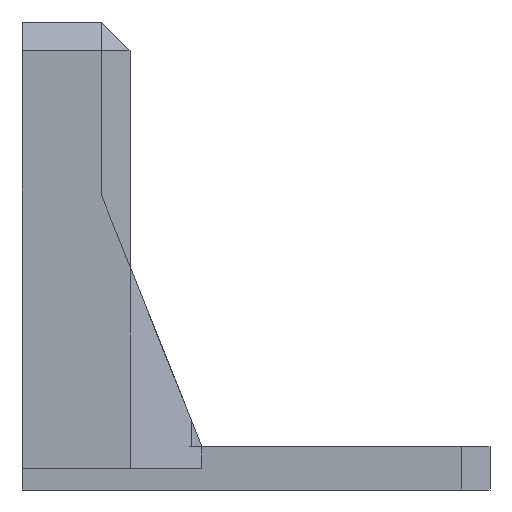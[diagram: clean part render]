
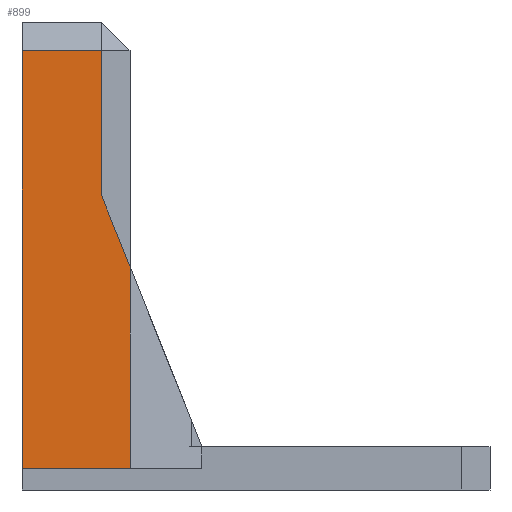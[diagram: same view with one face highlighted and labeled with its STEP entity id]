
A CAD part, left-side view. The second image highlights one B-rep face of the part: STEP entity #899.
In plain terms, the highlighted planar face has unit normal (-1, 0, 0).
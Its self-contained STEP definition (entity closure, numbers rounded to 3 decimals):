
#3 = CARTESIAN_POINT ( 'NONE',  ( -37., 21.5, 61. ) ) ;
#18 = AXIS2_PLACEMENT_3D ( 'NONE', #1770, #546, #832 ) ;
#47 = ORIENTED_EDGE ( 'NONE', *, *, #310, .T. ) ;
#69 = CARTESIAN_POINT ( 'NONE',  ( -37., 21.5, 41. ) ) ;
#98 = VERTEX_POINT ( 'NONE', #69 ) ;
#109 = CARTESIAN_POINT ( 'NONE',  ( -37., 32.5, 65. ) ) ;
#130 = LINE ( 'NONE', #109, #1264 ) ;
#138 = LINE ( 'NONE', #473, #1962 ) ;
#211 = VERTEX_POINT ( 'NONE', #1249 ) ;
#223 = VERTEX_POINT ( 'NONE', #315 ) ;
#310 = EDGE_CURVE ( 'NONE', #211, #98, #1868, .T. ) ;
#315 = CARTESIAN_POINT ( 'NONE',  ( -37., 32.5, 61. ) ) ;
#353 = EDGE_CURVE ( 'NONE', #223, #664, #130, .T. ) ;
#370 = FACE_OUTER_BOUND ( 'NONE', #1081, .T. ) ;
#377 = DIRECTION ( 'NONE',  ( 0., 0.371, 0.928 ) ) ;
#462 = LINE ( 'NONE', #1499, #1859 ) ;
#473 = CARTESIAN_POINT ( 'NONE',  ( -37., 32.5, 61. ) ) ;
#546 = DIRECTION ( 'NONE',  ( 1., 0., 0. ) ) ;
#553 = DIRECTION ( 'NONE',  ( 0., 1., 0. ) ) ;
#664 = VERTEX_POINT ( 'NONE', #792 ) ;
#703 = PLANE ( 'NONE',  #18 ) ;
#731 = EDGE_CURVE ( 'NONE', #98, #1862, #1024, .T. ) ;
#744 = DIRECTION ( 'NONE',  ( 0., 1., 0. ) ) ;
#769 = CARTESIAN_POINT ( 'NONE',  ( -37., 17.5, 3. ) ) ;
#792 = CARTESIAN_POINT ( 'NONE',  ( -37., 32.5, 3. ) ) ;
#832 = DIRECTION ( 'NONE',  ( 0., 0., -1. ) ) ;
#865 = EDGE_CURVE ( 'NONE', #1862, #223, #138, .T. ) ;
#899 = ADVANCED_FACE ( 'NONE', ( #370 ), #703, .F. ) ;
#909 = VECTOR ( 'NONE', #1910, 1000. ) ;
#936 = VECTOR ( 'NONE', #553, 1000. ) ;
#975 = ORIENTED_EDGE ( 'NONE', *, *, #353, .T. ) ;
#998 = ORIENTED_EDGE ( 'NONE', *, *, #731, .T. ) ;
#1014 = VECTOR ( 'NONE', #377, 1000. ) ;
#1024 = LINE ( 'NONE', #1148, #909 ) ;
#1070 = DIRECTION ( 'NONE',  ( 0., 0., -1. ) ) ;
#1081 = EDGE_LOOP ( 'NONE', ( #998, #1423, #975, #1346, #1911, #47 ) ) ;
#1148 = CARTESIAN_POINT ( 'NONE',  ( -37., 21.5, 65. ) ) ;
#1170 = DIRECTION ( 'NONE',  ( 0., 0., -1. ) ) ;
#1249 = CARTESIAN_POINT ( 'NONE',  ( -37., 17.5, 31. ) ) ;
#1264 = VECTOR ( 'NONE', #1170, 1000. ) ;
#1346 = ORIENTED_EDGE ( 'NONE', *, *, #1569, .F. ) ;
#1423 = ORIENTED_EDGE ( 'NONE', *, *, #865, .T. ) ;
#1425 = VERTEX_POINT ( 'NONE', #769 ) ;
#1499 = CARTESIAN_POINT ( 'NONE',  ( -37., 17.5, 65. ) ) ;
#1569 = EDGE_CURVE ( 'NONE', #1425, #664, #1850, .T. ) ;
#1702 = CARTESIAN_POINT ( 'NONE',  ( -37., 32.5, 3. ) ) ;
#1728 = CARTESIAN_POINT ( 'NONE',  ( -37., 31.293, 65.483 ) ) ;
#1755 = EDGE_CURVE ( 'NONE', #211, #1425, #462, .T. ) ;
#1770 = CARTESIAN_POINT ( 'NONE',  ( -37., 32.5, 65. ) ) ;
#1850 = LINE ( 'NONE', #1702, #936 ) ;
#1859 = VECTOR ( 'NONE', #1070, 1000. ) ;
#1862 = VERTEX_POINT ( 'NONE', #3 ) ;
#1868 = LINE ( 'NONE', #1728, #1014 ) ;
#1910 = DIRECTION ( 'NONE',  ( 0., 0., 1. ) ) ;
#1911 = ORIENTED_EDGE ( 'NONE', *, *, #1755, .F. ) ;
#1962 = VECTOR ( 'NONE', #744, 1000. ) ;
